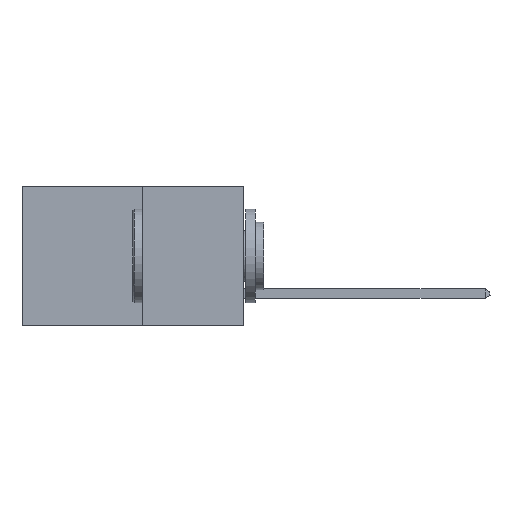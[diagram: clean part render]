
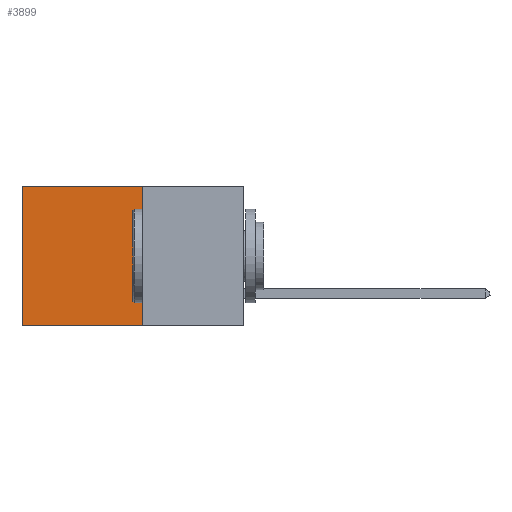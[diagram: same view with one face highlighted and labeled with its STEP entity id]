
A CAD part, left-side view. The second image highlights one B-rep face of the part: STEP entity #3899.
In plain terms, the highlighted planar face has unit normal (-1, 0, 0).
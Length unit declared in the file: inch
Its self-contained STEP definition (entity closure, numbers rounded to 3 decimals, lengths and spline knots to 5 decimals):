
#22 = DIRECTION ( 'NONE',  ( 0., 0., -1. ) ) ;
#46 = CARTESIAN_POINT ( 'NONE',  ( 0.277, 0.27, -0.37 ) ) ;
#395 = VERTEX_POINT ( 'NONE', #6543 ) ;
#695 = DIRECTION ( 'NONE',  ( 0., 0., -1. ) ) ;
#801 = VECTOR ( 'NONE', #695, 39.37008 ) ;
#975 = VECTOR ( 'NONE', #22, 39.37008 ) ;
#1157 = CARTESIAN_POINT ( 'NONE',  ( 0.277, 0.27, 0. ) ) ;
#1298 = CARTESIAN_POINT ( 'NONE',  ( 0.277, 0.59, 0. ) ) ;
#1512 = ORIENTED_EDGE ( 'NONE', *, *, #7429, .F. ) ;
#2277 = DIRECTION ( 'NONE',  ( 0., 1., 0. ) ) ;
#2594 = VERTEX_POINT ( 'NONE', #6348 ) ;
#2951 = VERTEX_POINT ( 'NONE', #1298 ) ;
#3178 = VECTOR ( 'NONE', #2277, 39.37008 ) ;
#3190 = LINE ( 'NONE', #8373, #801 ) ;
#3761 = ORIENTED_EDGE ( 'NONE', *, *, #6059, .F. ) ;
#3899 = ADVANCED_FACE ( 'NONE', ( #9593 ), #8262, .F. ) ;
#3904 = LINE ( 'NONE', #1157, #5763 ) ;
#4636 = CARTESIAN_POINT ( 'NONE',  ( 0.277, 0.59, -0.37 ) ) ;
#5119 = LINE ( 'NONE', #6730, #3178 ) ;
#5646 = ORIENTED_EDGE ( 'NONE', *, *, #7260, .T. ) ;
#5763 = VECTOR ( 'NONE', #7352, 39.37008 ) ;
#6059 = EDGE_CURVE ( 'NONE', #395, #2594, #7194, .T. ) ;
#6348 = CARTESIAN_POINT ( 'NONE',  ( 0.277, 0.27, -0.37 ) ) ;
#6543 = CARTESIAN_POINT ( 'NONE',  ( 0.277, 0.27, 0. ) ) ;
#6730 = CARTESIAN_POINT ( 'NONE',  ( 0.277, 0.27, -0.37 ) ) ;
#6997 = EDGE_CURVE ( 'NONE', #2951, #7531, #3190, .T. ) ;
#7194 = LINE ( 'NONE', #46, #975 ) ;
#7260 = EDGE_CURVE ( 'NONE', #395, #2951, #3904, .T. ) ;
#7352 = DIRECTION ( 'NONE',  ( 0., 1., 0. ) ) ;
#7429 = EDGE_CURVE ( 'NONE', #2594, #7531, #5119, .T. ) ;
#7531 = VERTEX_POINT ( 'NONE', #4636 ) ;
#7826 = AXIS2_PLACEMENT_3D ( 'NONE', #8249, #8213, #8205 ) ;
#8205 = DIRECTION ( 'NONE',  ( 0., 0., -1. ) ) ;
#8213 = DIRECTION ( 'NONE',  ( 1., 0., 0. ) ) ;
#8249 = CARTESIAN_POINT ( 'NONE',  ( 0.277, 0.27, -0.37 ) ) ;
#8262 = PLANE ( 'NONE',  #7826 ) ;
#8297 = EDGE_LOOP ( 'NONE', ( #9225, #1512, #3761, #5646 ) ) ;
#8373 = CARTESIAN_POINT ( 'NONE',  ( 0.277, 0.59, -0.37 ) ) ;
#9225 = ORIENTED_EDGE ( 'NONE', *, *, #6997, .T. ) ;
#9593 = FACE_OUTER_BOUND ( 'NONE', #8297, .T. ) ;
